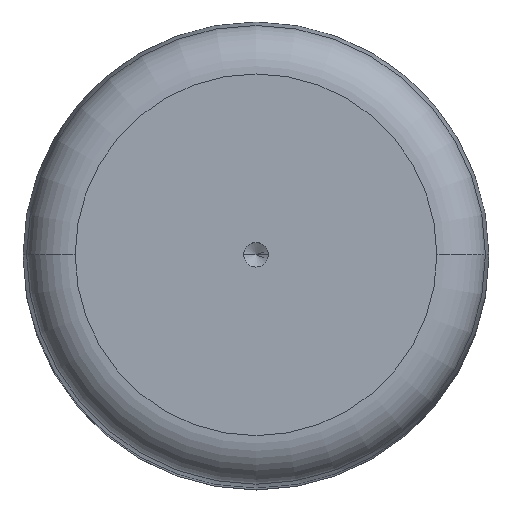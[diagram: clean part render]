
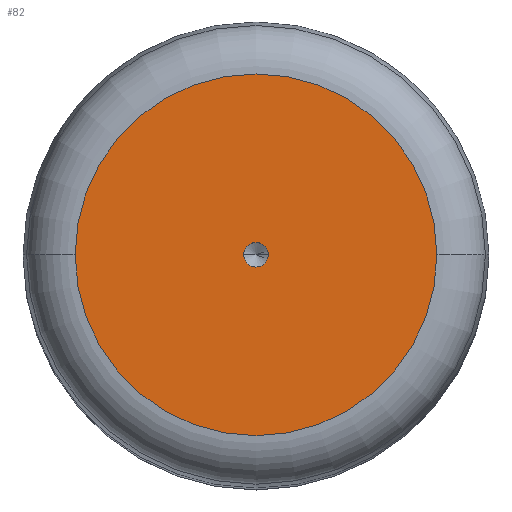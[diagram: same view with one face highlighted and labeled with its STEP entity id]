
A CAD part, top view. The second image highlights one B-rep face of the part: STEP entity #82.
In plain terms, the highlighted planar face has unit normal (0, 0, 1).
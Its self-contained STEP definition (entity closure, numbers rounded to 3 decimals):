
#9 = CARTESIAN_POINT ( 'NONE',  ( 0., 0., 110. ) ) ;
#43 = FACE_BOUND ( 'NONE', #443, .T. ) ;
#52 = AXIS2_PLACEMENT_3D ( 'NONE', #243, #294, #676 ) ;
#53 = CARTESIAN_POINT ( 'NONE',  ( 1., 0., 110. ) ) ;
#57 = DIRECTION ( 'NONE',  ( 0., 0., 1. ) ) ;
#77 = CIRCLE ( 'NONE', #598, 14.75 ) ;
#80 = EDGE_CURVE ( 'NONE', #342, #170, #452, .T. ) ;
#82 = ADVANCED_FACE ( 'NONE', ( #43, #180 ), #403, .T. ) ;
#107 = DIRECTION ( 'NONE',  ( 1., 0., 0. ) ) ;
#128 = CARTESIAN_POINT ( 'NONE',  ( 0., 0., 110. ) ) ;
#167 = DIRECTION ( 'NONE',  ( 0., 0., 1. ) ) ;
#170 = VERTEX_POINT ( 'NONE', #53 ) ;
#177 = AXIS2_PLACEMENT_3D ( 'NONE', #634, #167, #107 ) ;
#180 = FACE_OUTER_BOUND ( 'NONE', #517, .T. ) ;
#191 = ORIENTED_EDGE ( 'NONE', *, *, #80, .F. ) ;
#201 = VERTEX_POINT ( 'NONE', #488 ) ;
#207 = VERTEX_POINT ( 'NONE', #268 ) ;
#243 = CARTESIAN_POINT ( 'NONE',  ( 0., 0., 110. ) ) ;
#268 = CARTESIAN_POINT ( 'NONE',  ( 14.75, 0., 110. ) ) ;
#272 = CIRCLE ( 'NONE', #177, 14.75 ) ;
#278 = ORIENTED_EDGE ( 'NONE', *, *, #287, .T. ) ;
#287 = EDGE_CURVE ( 'NONE', #207, #201, #77, .T. ) ;
#294 = DIRECTION ( 'NONE',  ( 0., 0., 1. ) ) ;
#317 = CARTESIAN_POINT ( 'NONE',  ( -1., 0., 110. ) ) ;
#326 = DIRECTION ( 'NONE',  ( 1., 0., 0. ) ) ;
#342 = VERTEX_POINT ( 'NONE', #317 ) ;
#403 = PLANE ( 'NONE',  #52 ) ;
#412 = DIRECTION ( 'NONE',  ( 1., 0., 0. ) ) ;
#442 = EDGE_CURVE ( 'NONE', #201, #207, #272, .T. ) ;
#443 = EDGE_LOOP ( 'NONE', ( #446, #191 ) ) ;
#446 = ORIENTED_EDGE ( 'NONE', *, *, #454, .F. ) ;
#452 = CIRCLE ( 'NONE', #584, 1. ) ;
#454 = EDGE_CURVE ( 'NONE', #170, #342, #675, .T. ) ;
#461 = AXIS2_PLACEMENT_3D ( 'NONE', #9, #57, #412 ) ;
#480 = DIRECTION ( 'NONE',  ( 0., 0., 1. ) ) ;
#488 = CARTESIAN_POINT ( 'NONE',  ( -14.75, 0., 110. ) ) ;
#517 = EDGE_LOOP ( 'NONE', ( #278, #555 ) ) ;
#555 = ORIENTED_EDGE ( 'NONE', *, *, #442, .T. ) ;
#584 = AXIS2_PLACEMENT_3D ( 'NONE', #616, #619, #677 ) ;
#598 = AXIS2_PLACEMENT_3D ( 'NONE', #128, #480, #326 ) ;
#616 = CARTESIAN_POINT ( 'NONE',  ( 0., 0., 110. ) ) ;
#619 = DIRECTION ( 'NONE',  ( 0., 0., 1. ) ) ;
#634 = CARTESIAN_POINT ( 'NONE',  ( 0., 0., 110. ) ) ;
#675 = CIRCLE ( 'NONE', #461, 1. ) ;
#676 = DIRECTION ( 'NONE',  ( 1., 0., 0. ) ) ;
#677 = DIRECTION ( 'NONE',  ( 1., 0., 0. ) ) ;
